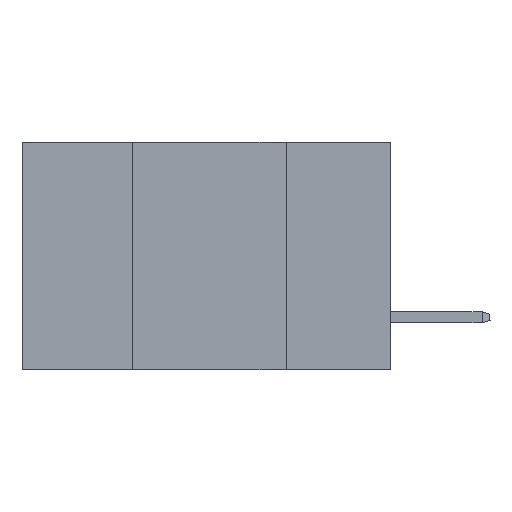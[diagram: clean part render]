
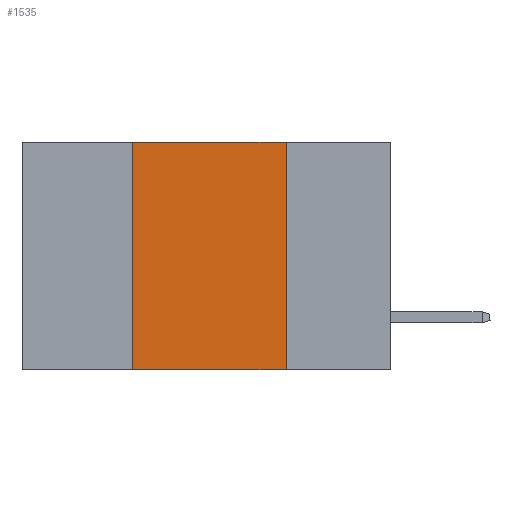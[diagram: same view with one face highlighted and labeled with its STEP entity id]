
A CAD part, left-side view. The second image highlights one B-rep face of the part: STEP entity #1535.
In plain terms, the highlighted planar face has unit normal (-1, 0, 0).
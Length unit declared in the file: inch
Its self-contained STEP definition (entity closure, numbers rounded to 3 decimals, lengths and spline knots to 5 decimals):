
#607 = DIRECTION ( 'NONE',  ( 0., 0., -1. ) ) ;
#1535 = ADVANCED_FACE ( 'NONE', ( #49265 ), #9546, .F. ) ;
#2523 = DIRECTION ( 'NONE',  ( 1., 0., 0. ) ) ;
#5164 = CARTESIAN_POINT ( 'NONE',  ( 0., 0.6, 0. ) ) ;
#5327 = DIRECTION ( 'NONE',  ( 0., -1., 0. ) ) ;
#9457 = LINE ( 'NONE', #37204, #45491 ) ;
#9546 = PLANE ( 'NONE',  #33050 ) ;
#9961 = CARTESIAN_POINT ( 'NONE',  ( 0., 0.17, -0.37 ) ) ;
#10442 = LINE ( 'NONE', #42620, #36907 ) ;
#11154 = ORIENTED_EDGE ( 'NONE', *, *, #19991, .T. ) ;
#19890 = CARTESIAN_POINT ( 'NONE',  ( 0., 0.42, -0.37 ) ) ;
#19991 = EDGE_CURVE ( 'NONE', #49483, #27930, #31681, .T. ) ;
#22272 = EDGE_CURVE ( 'NONE', #39700, #28152, #25522, .T. ) ;
#25522 = LINE ( 'NONE', #5164, #37009 ) ;
#25786 = DIRECTION ( 'NONE',  ( 0., 0., -1. ) ) ;
#26246 = ORIENTED_EDGE ( 'NONE', *, *, #22272, .F. ) ;
#27930 = VERTEX_POINT ( 'NONE', #9961 ) ;
#28152 = VERTEX_POINT ( 'NONE', #40344 ) ;
#29033 = EDGE_CURVE ( 'NONE', #49483, #39700, #9457, .T. ) ;
#29964 = VECTOR ( 'NONE', #30140, 39.37008 ) ;
#30140 = DIRECTION ( 'NONE',  ( 0., -1., 0. ) ) ;
#31486 = ORIENTED_EDGE ( 'NONE', *, *, #33200, .F. ) ;
#31681 = LINE ( 'NONE', #42189, #29964 ) ;
#33050 = AXIS2_PLACEMENT_3D ( 'NONE', #37787, #2523, #25786 ) ;
#33200 = EDGE_CURVE ( 'NONE', #28152, #27930, #10442, .T. ) ;
#36761 = ORIENTED_EDGE ( 'NONE', *, *, #29033, .F. ) ;
#36907 = VECTOR ( 'NONE', #607, 39.37008 ) ;
#37009 = VECTOR ( 'NONE', #5327, 39.37008 ) ;
#37204 = CARTESIAN_POINT ( 'NONE',  ( 0., 0.42, 0. ) ) ;
#37787 = CARTESIAN_POINT ( 'NONE',  ( 0., 0.6, 0. ) ) ;
#39154 = EDGE_LOOP ( 'NONE', ( #31486, #26246, #36761, #11154 ) ) ;
#39700 = VERTEX_POINT ( 'NONE', #46268 ) ;
#40344 = CARTESIAN_POINT ( 'NONE',  ( 0., 0.17, 0. ) ) ;
#42189 = CARTESIAN_POINT ( 'NONE',  ( 0., 0.6, -0.37 ) ) ;
#42620 = CARTESIAN_POINT ( 'NONE',  ( 0., 0.17, 0. ) ) ;
#44744 = DIRECTION ( 'NONE',  ( 0., 0., 1. ) ) ;
#45491 = VECTOR ( 'NONE', #44744, 39.37008 ) ;
#46268 = CARTESIAN_POINT ( 'NONE',  ( 0., 0.42, 0. ) ) ;
#49265 = FACE_OUTER_BOUND ( 'NONE', #39154, .T. ) ;
#49483 = VERTEX_POINT ( 'NONE', #19890 ) ;
